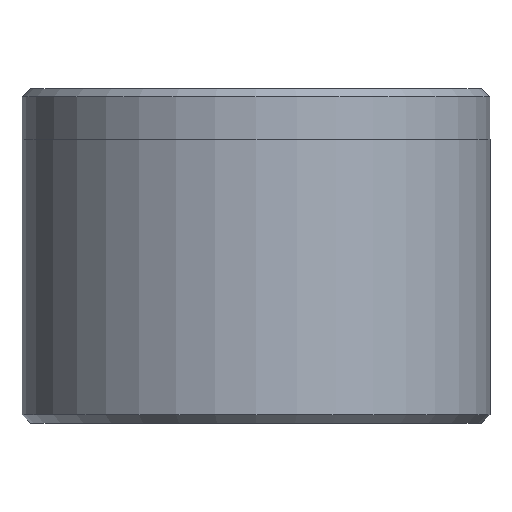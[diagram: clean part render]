
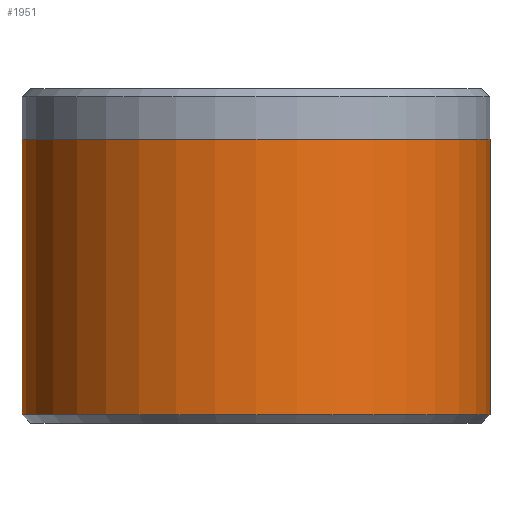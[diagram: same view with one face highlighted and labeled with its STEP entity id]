
A CAD part, front view. The second image highlights one B-rep face of the part: STEP entity #1951.
In plain terms, the highlighted cylindrical face has radius 14 mm (diameter 28 mm), a partial arc.
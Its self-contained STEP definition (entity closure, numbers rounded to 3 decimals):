
#24 = VERTEX_POINT ( 'NONE', #1381 ) ;
#102 = CARTESIAN_POINT ( 'NONE',  ( 14., 0., 20. ) ) ;
#119 = DIRECTION ( 'NONE',  ( 0., 0., -1. ) ) ;
#196 = CYLINDRICAL_SURFACE ( 'NONE', #880, 14. ) ;
#201 = VECTOR ( 'NONE', #119, 1000. ) ;
#203 = FACE_OUTER_BOUND ( 'NONE', #1258, .T. ) ;
#286 = LINE ( 'NONE', #102, #201 ) ;
#409 = EDGE_CURVE ( 'NONE', #24, #1335, #1635, .T. ) ;
#497 = CIRCLE ( 'NONE', #1543, 14. ) ;
#744 = CARTESIAN_POINT ( 'NONE',  ( 0., 0., 17. ) ) ;
#815 = DIRECTION ( 'NONE',  ( 0., 0., 1. ) ) ;
#817 = DIRECTION ( 'NONE',  ( 1., 0., 0. ) ) ;
#880 = AXIS2_PLACEMENT_3D ( 'NONE', #1121, #1613, #1140 ) ;
#886 = EDGE_CURVE ( 'NONE', #1482, #1335, #286, .T. ) ;
#962 = CARTESIAN_POINT ( 'NONE',  ( 14., 0., 17. ) ) ;
#1011 = ORIENTED_EDGE ( 'NONE', *, *, #1288, .T. ) ;
#1121 = CARTESIAN_POINT ( 'NONE',  ( 0., 0., 20. ) ) ;
#1140 = DIRECTION ( 'NONE',  ( -1., 0., 0. ) ) ;
#1212 = LINE ( 'NONE', #1310, #1606 ) ;
#1258 = EDGE_LOOP ( 'NONE', ( #1776, #1882, #1011, #1954 ) ) ;
#1288 = EDGE_CURVE ( 'NONE', #1601, #24, #1212, .T. ) ;
#1310 = CARTESIAN_POINT ( 'NONE',  ( -14., 0., 20. ) ) ;
#1335 = VERTEX_POINT ( 'NONE', #1532 ) ;
#1340 = CARTESIAN_POINT ( 'NONE',  ( -14., 0., 17. ) ) ;
#1366 = DIRECTION ( 'NONE',  ( 0., 0., -1. ) ) ;
#1381 = CARTESIAN_POINT ( 'NONE',  ( -14., 0., 0.5 ) ) ;
#1482 = VERTEX_POINT ( 'NONE', #962 ) ;
#1532 = CARTESIAN_POINT ( 'NONE',  ( 14., 0., 0.5 ) ) ;
#1543 = AXIS2_PLACEMENT_3D ( 'NONE', #744, #815, #817 ) ;
#1593 = DIRECTION ( 'NONE',  ( 0., 0., 1. ) ) ;
#1601 = VERTEX_POINT ( 'NONE', #1340 ) ;
#1606 = VECTOR ( 'NONE', #1366, 1000. ) ;
#1613 = DIRECTION ( 'NONE',  ( 0., 0., -1. ) ) ;
#1615 = CARTESIAN_POINT ( 'NONE',  ( 0., 0., 0.5 ) ) ;
#1631 = DIRECTION ( 'NONE',  ( 1., 0., 0. ) ) ;
#1635 = CIRCLE ( 'NONE', #2020, 14. ) ;
#1776 = ORIENTED_EDGE ( 'NONE', *, *, #886, .F. ) ;
#1788 = EDGE_CURVE ( 'NONE', #1601, #1482, #497, .T. ) ;
#1882 = ORIENTED_EDGE ( 'NONE', *, *, #1788, .F. ) ;
#1951 = ADVANCED_FACE ( 'NONE', ( #203 ), #196, .T. ) ;
#1954 = ORIENTED_EDGE ( 'NONE', *, *, #409, .T. ) ;
#2020 = AXIS2_PLACEMENT_3D ( 'NONE', #1615, #1593, #1631 ) ;
